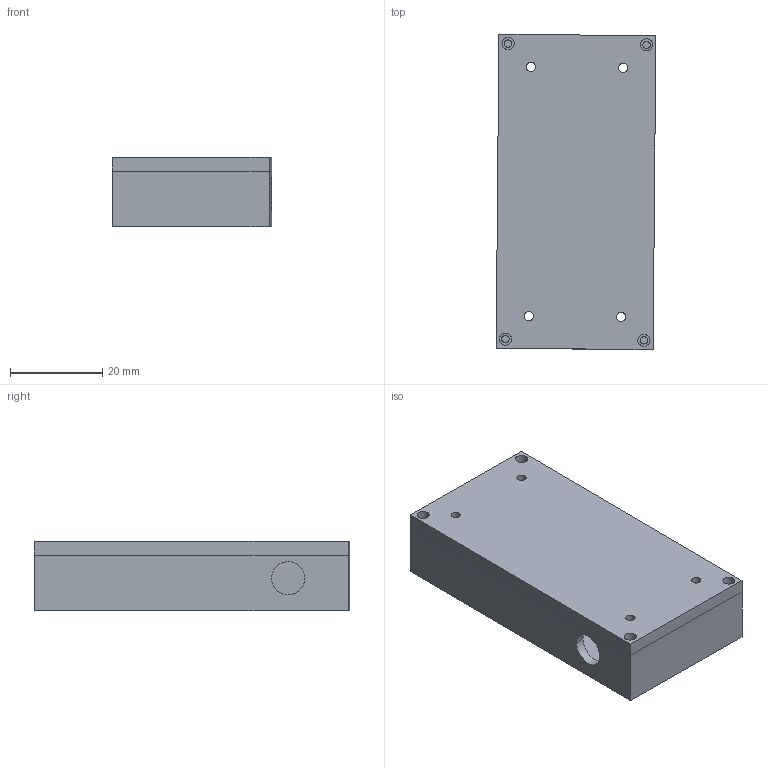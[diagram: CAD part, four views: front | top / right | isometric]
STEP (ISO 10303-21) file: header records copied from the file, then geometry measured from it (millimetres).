
FILE_DESCRIPTION (( 'STEP AP203' ), '1' );
FILE_NAME ('FilterBox.STEP', '2023-11-09T09:33:51', ( '' ), ( '' ), 'SwSTEP 2.0', 'SolidWorks 2020', '' );
FILE_SCHEMA (( 'CONFIG_CONTROL_DESIGN' ));
Length unit declared in the file: millimetre
Products named in the file (1): FilterBox
Bounding box: 34.59 x 68.29 x 15 mm (x, y, z)
Volume: 15321.3 mm3; surface area: 14364.8 mm2
Topology: 2 solids, 2 shells, 62 faces, 159 edges, 106 vertices
Faces by surface type: cylinder 41, plane 21
Entity records: 2056 total; most frequent: DIRECTION 367, CARTESIAN_POINT 328, ORIENTED_EDGE 318, EDGE_CURVE 159, AXIS2_PLACEMENT_3D 145, VERTEX_POINT 106, EDGE_LOOP 95, CIRCLE 82
